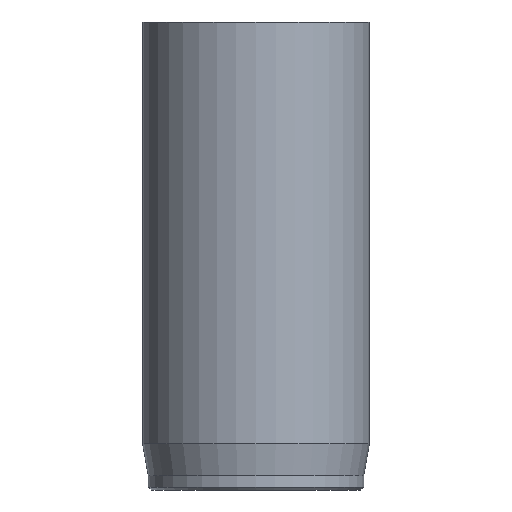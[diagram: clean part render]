
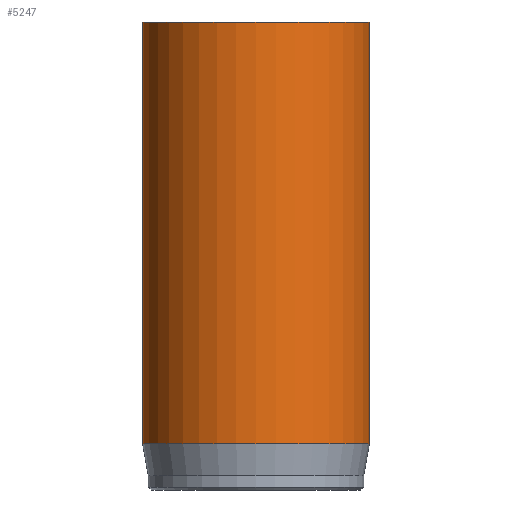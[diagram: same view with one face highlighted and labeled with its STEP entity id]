
A CAD part, front view. The second image highlights one B-rep face of the part: STEP entity #5247.
In plain terms, the highlighted cylindrical face has radius 8 mm (diameter 16 mm), a full revolution.
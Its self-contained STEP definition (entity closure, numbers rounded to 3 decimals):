
#32=CYLINDRICAL_SURFACE('',#5454,8.);
#48=CIRCLE('',#5422,8.);
#64=CIRCLE('',#5452,8.);
#65=CIRCLE('',#5453,8.);
#824=FACE_OUTER_BOUND('',#1128,.T.);
#1128=EDGE_LOOP('',(#4754,#4755,#4756,#4757,#4758));
#1556=LINE('',#9740,#1992);
#1992=VECTOR('',#6164,8.);
#2490=VERTEX_POINT('',#9680);
#2506=VERTEX_POINT('',#9734);
#2507=VERTEX_POINT('',#9735);
#3240=EDGE_CURVE('',#2490,#2490,#48,.T.);
#3264=EDGE_CURVE('',#2506,#2507,#64,.T.);
#3265=EDGE_CURVE('',#2507,#2506,#65,.T.);
#3267=EDGE_CURVE('',#2490,#2506,#1556,.T.);
#4754=ORIENTED_EDGE('',*,*,#3240,.T.);
#4755=ORIENTED_EDGE('',*,*,#3267,.T.);
#4756=ORIENTED_EDGE('',*,*,#3264,.T.);
#4757=ORIENTED_EDGE('',*,*,#3265,.T.);
#4758=ORIENTED_EDGE('',*,*,#3267,.F.);
#5247=ADVANCED_FACE('',(#824),#32,.T.);
#5422=AXIS2_PLACEMENT_3D('',#9681,#6089,#6090);
#5452=AXIS2_PLACEMENT_3D('',#9736,#6157,#6158);
#5453=AXIS2_PLACEMENT_3D('',#9737,#6159,#6160);
#5454=AXIS2_PLACEMENT_3D('',#9739,#6162,#6163);
#6089=DIRECTION('center_axis',(0.,0.,-1.));
#6090=DIRECTION('ref_axis',(-1.,0.,0.));
#6157=DIRECTION('center_axis',(0.,0.,1.));
#6158=DIRECTION('ref_axis',(-1.,0.,0.));
#6159=DIRECTION('center_axis',(0.,0.,1.));
#6160=DIRECTION('ref_axis',(-1.,0.,0.));
#6162=DIRECTION('center_axis',(0.,0.,1.));
#6163=DIRECTION('ref_axis',(-1.,0.,0.));
#6164=DIRECTION('',(0.,0.,-1.));
#9680=CARTESIAN_POINT('',(8.,0.,33.));
#9681=CARTESIAN_POINT('Origin',(0.,0.,33.));
#9734=CARTESIAN_POINT('',(8.,0.,3.269));
#9735=CARTESIAN_POINT('',(-8.,0.,3.269));
#9736=CARTESIAN_POINT('Origin',(0.,0.,3.269));
#9737=CARTESIAN_POINT('Origin',(0.,0.,3.269));
#9739=CARTESIAN_POINT('Origin',(0.,0.,0.));
#9740=CARTESIAN_POINT('',(8.,0.,0.));
